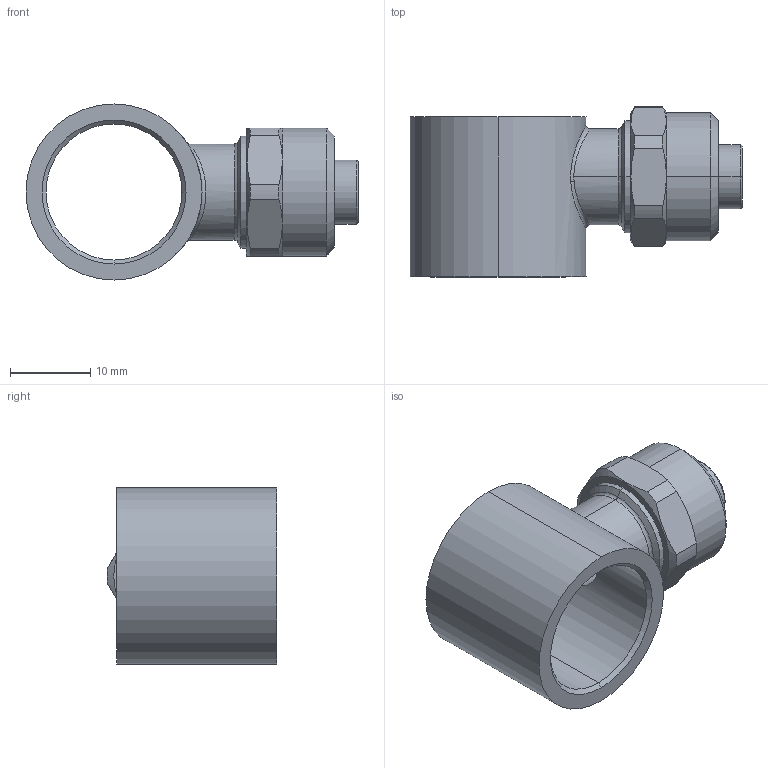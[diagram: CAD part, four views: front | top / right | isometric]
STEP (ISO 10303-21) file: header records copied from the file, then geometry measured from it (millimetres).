
FILE_DESCRIPTION (( 'STEP AP203' ), '1' );
FILE_NAME ('02130053.STEP', '2011-09-30T08:16:22', ( '' ), ( 'sopra-pneumatic' ), 'SwSTEP 2.0', 'SolidWorks 2011', '' );
FILE_SCHEMA (( 'CONFIG_CONTROL_DESIGN' ));
Length unit declared in the file: millimetre
Products named in the file (1): 02130053
Bounding box: 41.5 x 21.24 x 22 mm (x, y, z)
Volume: 5386.3 mm3; surface area: 4233.8 mm2
Topology: 1 solids, 1 shells, 62 faces, 140 edges, 84 vertices
Faces by surface type: cylinder 22, cone 22, plane 12, torus 4, bspline 2
Entity records: 2318 total; most frequent: CARTESIAN_POINT 856, DIRECTION 302, ORIENTED_EDGE 280, EDGE_CURVE 140, AXIS2_PLACEMENT_3D 129, VERTEX_POINT 84, EDGE_LOOP 70, CIRCLE 68
